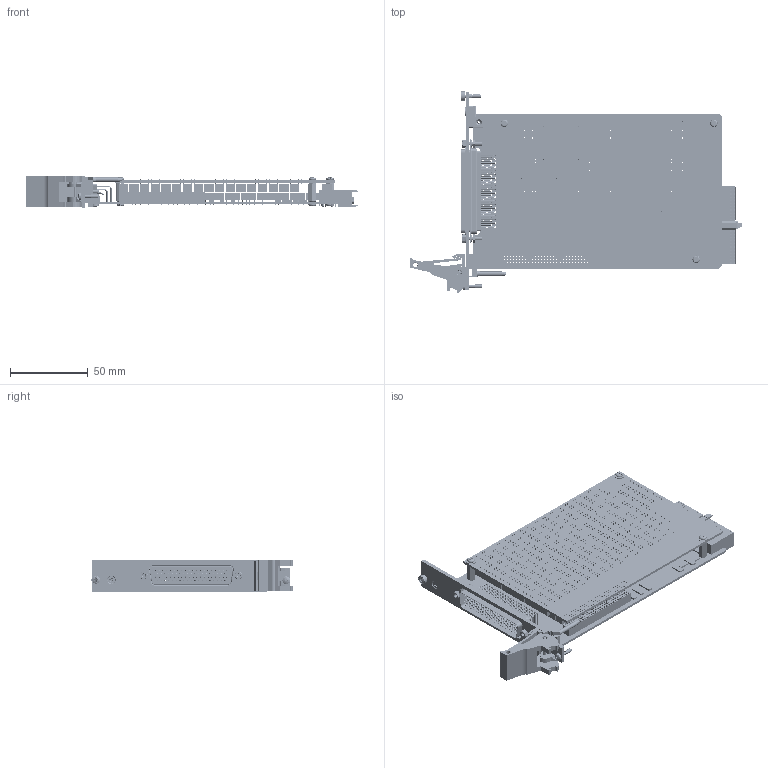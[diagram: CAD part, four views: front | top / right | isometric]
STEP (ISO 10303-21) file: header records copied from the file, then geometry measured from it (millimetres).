
FILE_DESCRIPTION (( 'STEP AP214' ), '1' );
FILE_NAME ('40-585-001 2A 1-Pole VHD Matrix.STEP', '2013-09-02T14:41:30', ( 'admin' ), ( '' ), 'SwSTEP 2.0', 'SolidWorks 2012', '' );
FILE_SCHEMA (( 'AUTOMOTIVE_DESIGN' ));
Length unit declared in the file: millimetre
Products named in the file (1): 40-585-001 2A 1-Pole VHD Matrix
Bounding box: 214.01 x 129.67 x 20 mm (x, y, z)
Surface area: 109615 mm2 (no closed solid volume)
Topology: 0 solids, 2487 shells, 7595 faces, 21740 edges, 15490 vertices
Faces by surface type: cylinder 4222, plane 3146, torus 187, cone 33, sphere 6, bspline 1
Full cylindrical faces by diameter (mm): 0.4 x2037, 0.6 x183, 0.71 x83, 0.75 x1383, 0.77 x121, 0.8 x84, 0.98 x1, 1.19 x78, 1.496 x2, 2 x7, 2.05 x3, 2.5 x7, 2.6 x1, 2.7 x1, 2.8 x1, 3 x3, 4.7 x1, 4.85 x8, 5 x5, 5.2 x2, 5.3 x1, 5.5 x2, 5.7 x1, 6 x1, 6.8 x3
Entity records: 322989 total; most frequent: CARTESIAN_POINT 44845, DIRECTION 42654, ORIENTED_EDGE 25599, AXIS2_PLACEMENT_3D 18019, EDGE_CURVE 17392, EDGE_LOOP 16937, VERTEX_POINT 15359, FACE_OUTER_BOUND 11793
